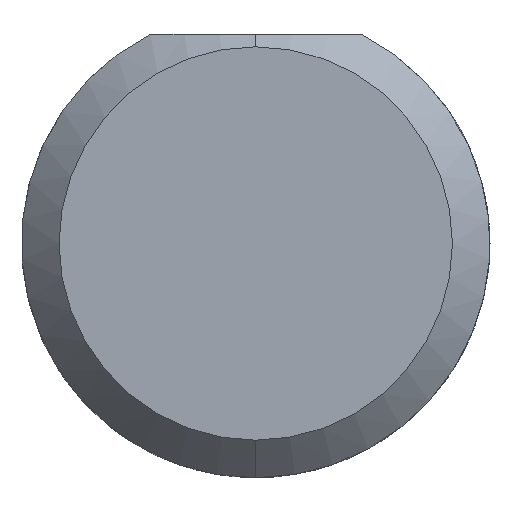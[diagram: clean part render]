
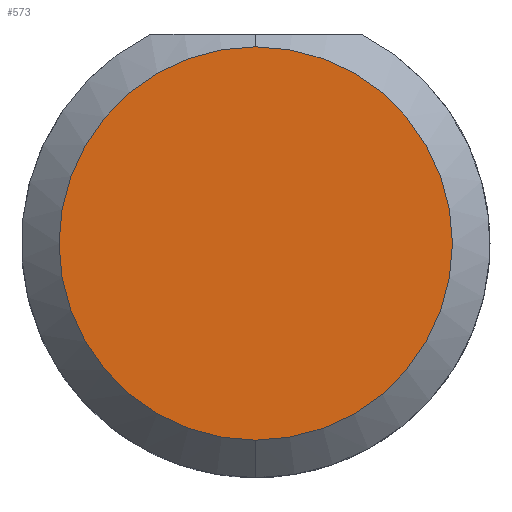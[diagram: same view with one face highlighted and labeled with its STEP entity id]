
A CAD part, left-side view. The second image highlights one B-rep face of the part: STEP entity #573.
In plain terms, the highlighted planar face has unit normal (-1, 0, 0).
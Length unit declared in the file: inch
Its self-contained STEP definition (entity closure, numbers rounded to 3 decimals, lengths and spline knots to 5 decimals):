
#4 = CARTESIAN_POINT ( 'NONE',  ( 0., 0., 0. ) ) ;
#11 = DIRECTION ( 'NONE',  ( 1., 0., 0. ) ) ;
#14 = DIRECTION ( 'NONE',  ( 0., 0., 1. ) ) ;
#34 = DIRECTION ( 'NONE',  ( -1., 0., 0. ) ) ;
#78 = CARTESIAN_POINT ( 'NONE',  ( 0., 0., 0. ) ) ;
#145 = CIRCLE ( 'NONE', #610, 0.0786 ) ;
#186 = PLANE ( 'NONE',  #533 ) ;
#201 = DIRECTION ( 'NONE',  ( -1., 0., 0. ) ) ;
#275 = VERTEX_POINT ( 'NONE', #589 ) ;
#295 = FACE_OUTER_BOUND ( 'NONE', #594, .T. ) ;
#347 = AXIS2_PLACEMENT_3D ( 'NONE', #4, #201, #14 ) ;
#354 = EDGE_CURVE ( 'NONE', #359, #275, #145, .T. ) ;
#359 = VERTEX_POINT ( 'NONE', #561 ) ;
#463 = ORIENTED_EDGE ( 'NONE', *, *, #575, .T. ) ;
#522 = CARTESIAN_POINT ( 'NONE',  ( 0., 0., 0. ) ) ;
#533 = AXIS2_PLACEMENT_3D ( 'NONE', #522, #11, #580 ) ;
#561 = CARTESIAN_POINT ( 'NONE',  ( 0., 0., -0.0786 ) ) ;
#573 = ADVANCED_FACE ( 'NONE', ( #295 ), #186, .F. ) ;
#575 = EDGE_CURVE ( 'NONE', #275, #359, #619, .T. ) ;
#577 = ORIENTED_EDGE ( 'NONE', *, *, #354, .T. ) ;
#580 = DIRECTION ( 'NONE',  ( 0., 0., -1. ) ) ;
#589 = CARTESIAN_POINT ( 'NONE',  ( 0., 0., 0.0786 ) ) ;
#594 = EDGE_LOOP ( 'NONE', ( #577, #463 ) ) ;
#605 = DIRECTION ( 'NONE',  ( 0., 0., 1. ) ) ;
#610 = AXIS2_PLACEMENT_3D ( 'NONE', #78, #34, #605 ) ;
#619 = CIRCLE ( 'NONE', #347, 0.0786 ) ;
